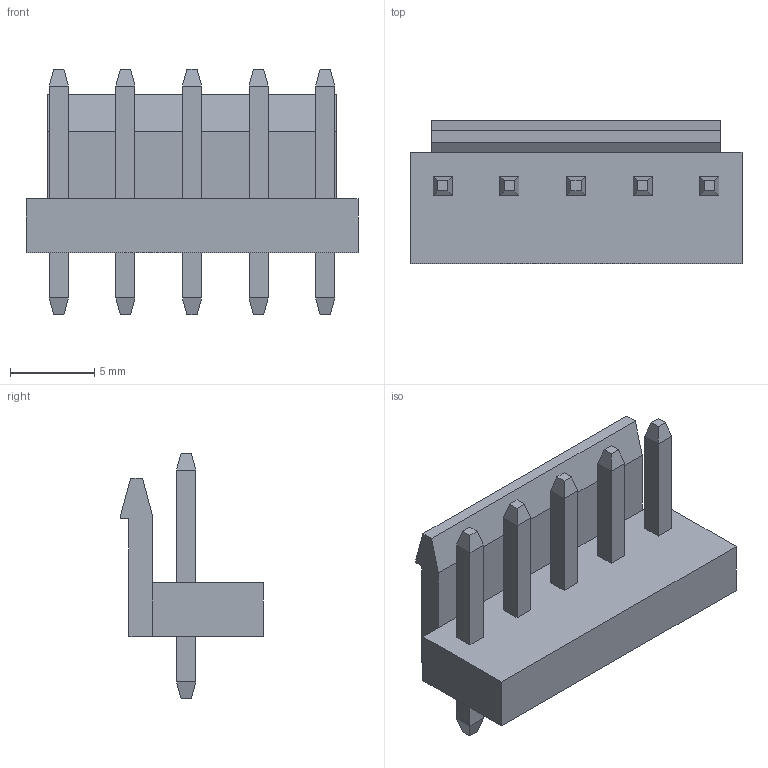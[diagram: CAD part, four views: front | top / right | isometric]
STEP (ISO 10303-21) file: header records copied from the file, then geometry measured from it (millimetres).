
FILE_DESCRIPTION (( 'STEP AP214' ), '1' );
FILE_NAME ('User Library-B5P-VH-BL.STEP', '2016-02-24T11:26:16', ( 'Windows User' ), ( '' ), 'SwSTEP 2.0', 'SolidWorks 2016', '' );
FILE_SCHEMA (( 'AUTOMOTIVE_DESIGN' ));
Length unit declared in the file: millimetre
Products named in the file (3): User Library-B5P-VH-BL_B5P-body blue; User Library-B5P-VH-BL_PinVH; User Library-B5P-VH-BL
Assembly tree (6 placements, depth 2):
  User Library-B5P-VH-BL
    User Library-B5P-VH-BL_PinVH  x5
    User Library-B5P-VH-BL_B5P-body blue
Bounding box: 19.74 x 8.5 x 14.6 mm (x, y, z)
Volume: 709.5 mm3; surface area: 1102.2 mm2
Topology: 6 solids, 6 shells, 106 faces, 240 edges, 146 vertices
Faces by surface type: plane 106
Entity records: 2184 total; most frequent: CARTESIAN_POINT 269, ORIENTED_EDGE 256, DIRECTION 246, LINE 128, VECTOR 128, EDGE_CURVE 128, VERTEX_POINT 82, EDGE_LOOP 60
